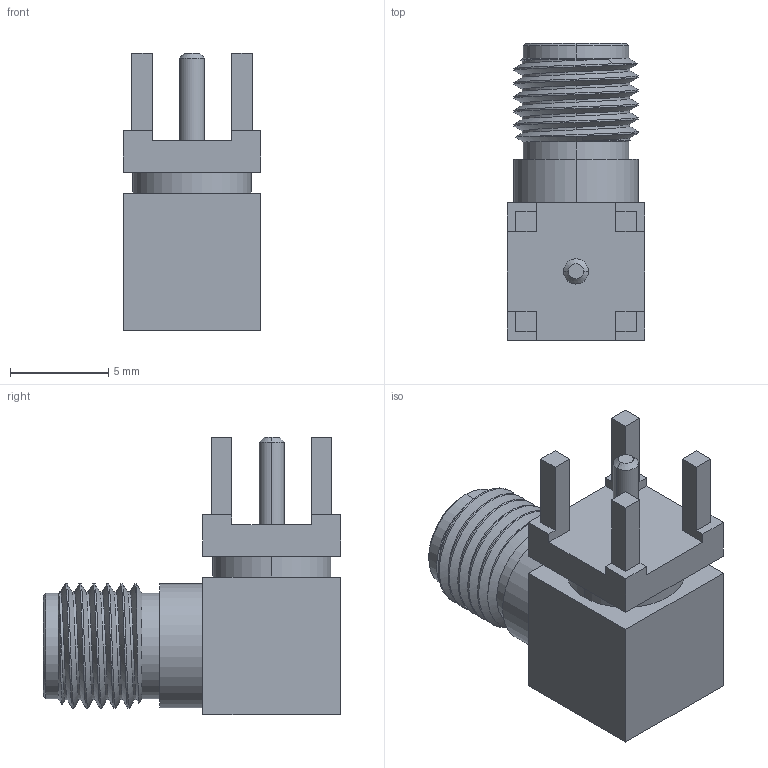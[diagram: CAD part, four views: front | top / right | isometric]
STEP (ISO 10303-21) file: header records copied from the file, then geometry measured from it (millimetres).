
FILE_DESCRIPTION (( 'STEP AP214' ), '1' );
FILE_NAME ('3CE0C809-D372-42F3-A809-8EC6081A2187.STEP', '2009-04-09T21:25:20', ( 'SysAdmin' ), ( 'SolidWorks' ), 'SwSTEP 2.0', 'SolidWorks 2009', '' );
FILE_SCHEMA (( 'AUTOMOTIVE_DESIGN' ));
Length unit declared in the file: millimetre
Products named in the file (1): 3CE0C809-D372-42F3-A809-8EC6081A2187
Bounding box: 7 x 15.1 x 14.1 mm (x, y, z)
Volume: 570.2 mm3; surface area: 861.7 mm2
Topology: 1 solids, 1 shells, 100 faces, 258 edges, 169 vertices
Faces by surface type: cylinder 47, plane 43, cone 8, bspline 2
Entity records: 4688 total; most frequent: CARTESIAN_POINT 1270, ORIENTED_EDGE 516, DIRECTION 439, EDGE_CURVE 258, VERTEX_POINT 169, VECTOR 149, LINE 149, AXIS2_PLACEMENT_3D 145
